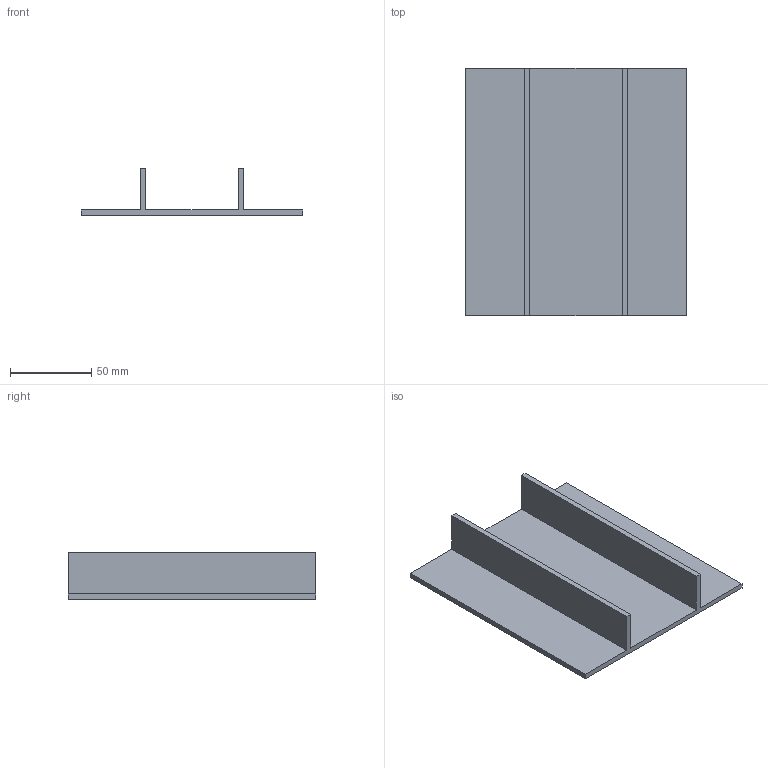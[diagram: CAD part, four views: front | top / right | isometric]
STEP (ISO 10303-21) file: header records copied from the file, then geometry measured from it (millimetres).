
FILE_DESCRIPTION((''),'2;1');
FILE_NAME('SG1500.STP', '2021-02-25T13:19:49',(''), (''), 'KCM Version 2.0.6974.6974', 'KeyCreator Pro', '');
FILE_SCHEMA(('AUTOMOTIVE_DESIGN'));
Length unit declared in the file: inch
Bounding box: 136.65 x 152.4 x 28.7 mm (x, y, z)
Volume: 94330.5 mm3; surface area: 59379.8 mm2
Topology: 1 solids, 1 shells, 14 faces, 36 edges, 24 vertices
Faces by surface type: plane 14
Entity records: 445 total; most frequent: CARTESIAN_POINT 75, ORIENTED_EDGE 72, DIRECTION 66, VECTOR 36, LINE 36, EDGE_CURVE 36, VERTEX_POINT 24, AXIS2_PLACEMENT_3D 15
